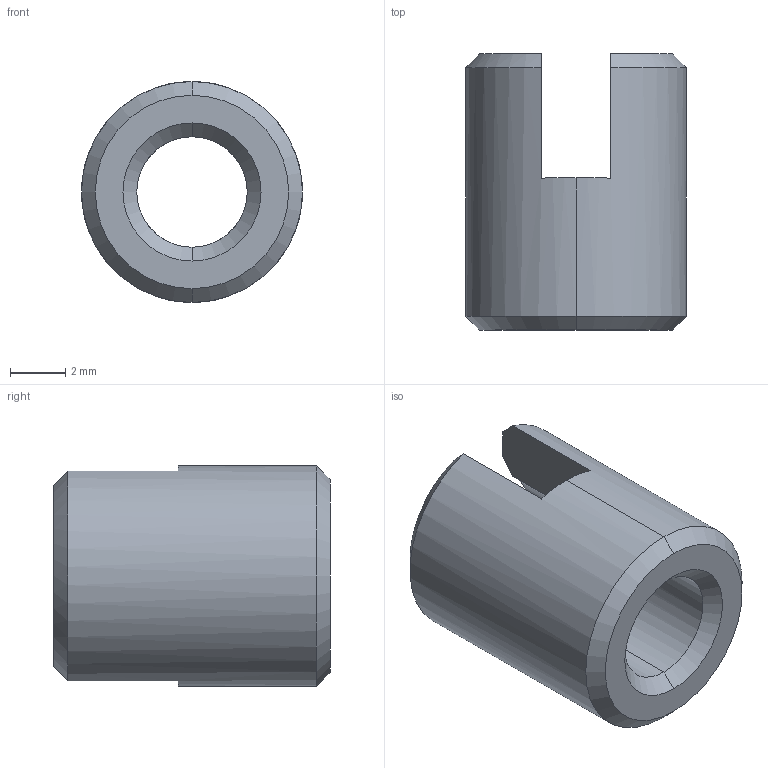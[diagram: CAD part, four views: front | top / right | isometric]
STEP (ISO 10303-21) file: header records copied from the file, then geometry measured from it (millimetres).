
FILE_DESCRIPTION (( 'STEP AP214' ), '1' );
FILE_NAME ('A369 Âòóëêà ðåçüáîâàÿ M8xM5.STEP', '2019-09-12T06:31:32', ( 'Ïîëüçîâàòåëü Windows' ), ( '' ), 'SwSTEP 2.0', 'SolidWorks 2018', '' );
FILE_SCHEMA (( 'AUTOMOTIVE_DESIGN' ));
Length unit declared in the file: millimetre
Products named in the file (1): A369 Âòóëêà ðåçüáîâàÿ M8xM5
Bounding box: 8 x 10 x 8 mm (x, y, z)
Volume: 322.2 mm3; surface area: 425.4 mm2
Topology: 1 solids, 1 shells, 21 faces, 56 edges, 36 vertices
Faces by surface type: plane 9, cone 8, cylinder 4
Entity records: 708 total; most frequent: CARTESIAN_POINT 138, DIRECTION 116, ORIENTED_EDGE 112, EDGE_CURVE 56, AXIS2_PLACEMENT_3D 46, VERTEX_POINT 36, CIRCLE 24, LINE 24
